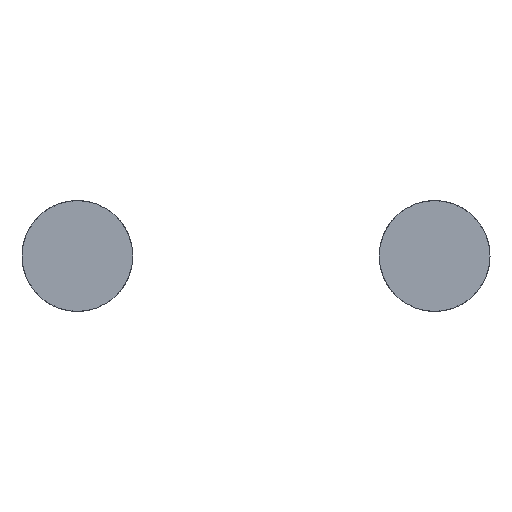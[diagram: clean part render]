
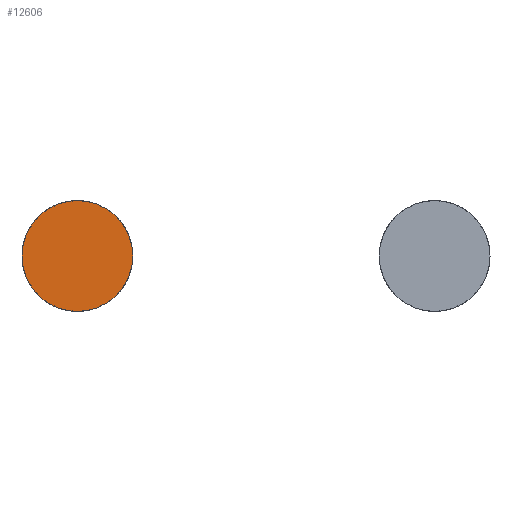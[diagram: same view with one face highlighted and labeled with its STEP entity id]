
A CAD part, front view. The second image highlights one B-rep face of the part: STEP entity #12606.
In plain terms, the highlighted planar face has unit normal (0, -1, 0).
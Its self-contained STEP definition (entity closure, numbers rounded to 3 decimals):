
#5189=CARTESIAN_POINT('',(-100.,0.,0.));
#5190=DIRECTION('',(0.,1.,0.));
#5191=DIRECTION('',(1.,0.,0.));
#5192=AXIS2_PLACEMENT_3D('',#5189,#5190,#5191);
#5194=CARTESIAN_POINT('',(-100.,0.,0.));
#5195=DIRECTION('',(0.,1.,0.));
#5196=DIRECTION('',(-1.,0.,0.));
#5197=AXIS2_PLACEMENT_3D('',#5194,#5195,#5196);
#5199=CARTESIAN_POINT('',(-69.,0.,0.));
#5200=CARTESIAN_POINT('',(-131.,0.,0.));
#5201=VERTEX_POINT('',#5199);
#5202=VERTEX_POINT('',#5200);
#12597=CARTESIAN_POINT('',(0.,0.,0.));
#12598=DIRECTION('',(0.,1.,0.));
#12599=DIRECTION('',(1.,0.,0.));
#12600=AXIS2_PLACEMENT_3D('',#12597,#12598,#12599);
#12601=PLANE('',#12600);
#12602=ORIENTED_EDGE('',*,*,#12591,.T.);
#12603=ORIENTED_EDGE('',*,*,#12577,.T.);
#12604=EDGE_LOOP('',(#12602,#12603));
#12605=FACE_OUTER_BOUND('',#12604,.F.);
#12606=ADVANCED_FACE('',(#12605),#12601,.F.);
#5193=CIRCLE('',#5192,31.);
#5198=CIRCLE('',#5197,31.);
#12577=EDGE_CURVE('',#5202,#5201,#5198,.T.);
#12591=EDGE_CURVE('',#5201,#5202,#5193,.T.);
